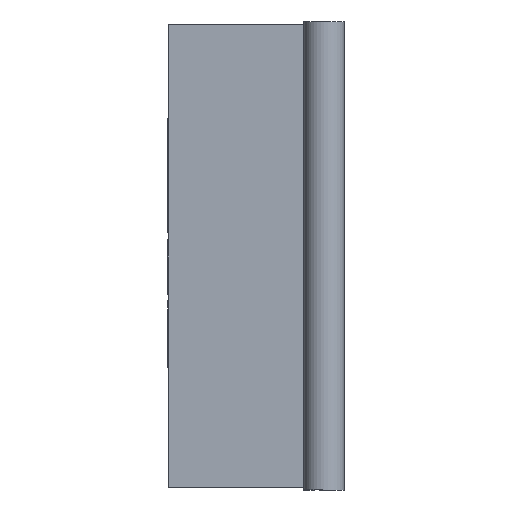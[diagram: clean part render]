
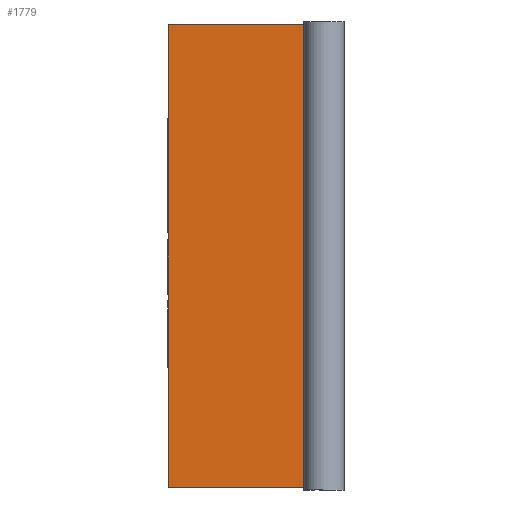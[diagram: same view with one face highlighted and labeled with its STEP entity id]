
A CAD part, left-side view. The second image highlights one B-rep face of the part: STEP entity #1779.
In plain terms, the highlighted planar face has unit normal (-1, 0, 0).
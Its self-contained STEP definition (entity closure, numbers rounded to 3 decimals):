
#101=FACE_OUTER_BOUND('',#207,.T.);
#207=EDGE_LOOP('',(#1205,#1206,#1207,#1208));
#319=LINE('',#2499,#543);
#326=LINE('',#2512,#550);
#328=LINE('',#2517,#552);
#329=LINE('',#2518,#553);
#543=VECTOR('',#2060,10.);
#550=VECTOR('',#2071,10.);
#552=VECTOR('',#2077,10.);
#553=VECTOR('',#2078,10.);
#765=VERTEX_POINT('',#2496);
#766=VERTEX_POINT('',#2498);
#770=VERTEX_POINT('',#2510);
#771=VERTEX_POINT('',#2516);
#935=EDGE_CURVE('',#766,#765,#319,.T.);
#942=EDGE_CURVE('',#765,#770,#326,.T.);
#944=EDGE_CURVE('',#771,#770,#328,.T.);
#945=EDGE_CURVE('',#766,#771,#329,.T.);
#1205=ORIENTED_EDGE('',*,*,#942,.T.);
#1206=ORIENTED_EDGE('',*,*,#944,.F.);
#1207=ORIENTED_EDGE('',*,*,#945,.F.);
#1208=ORIENTED_EDGE('',*,*,#935,.T.);
#1687=PLANE('',#1943);
#1779=ADVANCED_FACE('',(#101),#1687,.T.);
#1943=AXIS2_PLACEMENT_3D('',#2515,#2075,#2076);
#2060=DIRECTION('',(0.,-1.,0.));
#2071=DIRECTION('',(0.,0.,1.));
#2075=DIRECTION('center_axis',(-1.,0.,0.));
#2076=DIRECTION('ref_axis',(0.,-1.,0.));
#2077=DIRECTION('',(0.,-1.,0.));
#2078=DIRECTION('',(0.,0.,1.));
#2496=CARTESIAN_POINT('',(-3.55,-0.675,0.));
#2498=CARTESIAN_POINT('',(-3.55,0.875,0.));
#2499=CARTESIAN_POINT('',(-3.55,0.875,0.));
#2510=CARTESIAN_POINT('',(-3.55,-0.675,4.6));
#2512=CARTESIAN_POINT('',(-3.55,-0.675,0.));
#2515=CARTESIAN_POINT('Origin',(-3.55,0.875,0.));
#2516=CARTESIAN_POINT('',(-3.55,0.875,4.6));
#2517=CARTESIAN_POINT('',(-3.55,0.875,4.6));
#2518=CARTESIAN_POINT('',(-3.55,0.875,0.));
